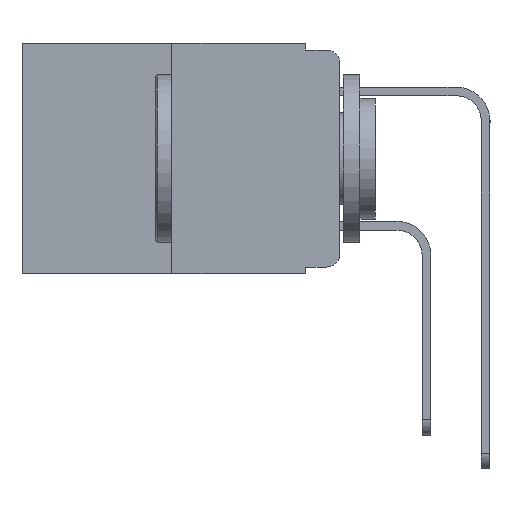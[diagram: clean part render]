
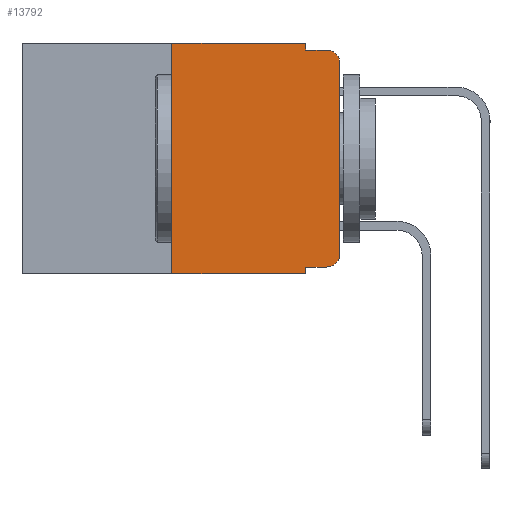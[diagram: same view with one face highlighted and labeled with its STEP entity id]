
A CAD part, left-side view. The second image highlights one B-rep face of the part: STEP entity #13792.
In plain terms, the highlighted planar face has unit normal (-1, 0, 0).
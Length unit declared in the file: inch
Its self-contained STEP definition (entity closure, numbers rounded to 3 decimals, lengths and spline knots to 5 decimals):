
#94 = CARTESIAN_POINT ( 'NONE',  ( 0., 0.473, -0.343 ) ) ;
#155 = ORIENTED_EDGE ( 'NONE', *, *, #3506, .F. ) ;
#278 = CARTESIAN_POINT ( 'NONE',  ( 0., 0.25, -0.343 ) ) ;
#415 = CARTESIAN_POINT ( 'NONE',  ( 0., 0.02, -0.333 ) ) ;
#427 = VERTEX_POINT ( 'NONE', #415 ) ;
#473 = EDGE_CURVE ( 'NONE', #18379, #13828, #11188, .T. ) ;
#480 = DIRECTION ( 'NONE',  ( 0., 0., -1. ) ) ;
#685 = VERTEX_POINT ( 'NONE', #4336 ) ;
#755 = DIRECTION ( 'NONE',  ( 0., 0., -1. ) ) ;
#1108 = LINE ( 'NONE', #1211, #9563 ) ;
#1211 = CARTESIAN_POINT ( 'NONE',  ( 0., 0.25, 0. ) ) ;
#1452 = EDGE_CURVE ( 'NONE', #16476, #18232, #1108, .T. ) ;
#1609 = DIRECTION ( 'NONE',  ( 0., 0., 1. ) ) ;
#1639 = DIRECTION ( 'NONE',  ( 0., -1., 0. ) ) ;
#2101 = FACE_OUTER_BOUND ( 'NONE', #4207, .T. ) ;
#2484 = PLANE ( 'NONE',  #14580 ) ;
#3003 = CARTESIAN_POINT ( 'NONE',  ( 0., 0.051, -0.333 ) ) ;
#3506 = EDGE_CURVE ( 'NONE', #3577, #14030, #13099, .T. ) ;
#3577 = VERTEX_POINT ( 'NONE', #18550 ) ;
#3699 = ORIENTED_EDGE ( 'NONE', *, *, #5550, .F. ) ;
#3788 = VECTOR ( 'NONE', #16355, 39.37008 ) ;
#4157 = CARTESIAN_POINT ( 'NONE',  ( 0., 0.02, -0.01 ) ) ;
#4184 = ORIENTED_EDGE ( 'NONE', *, *, #5692, .F. ) ;
#4207 = EDGE_LOOP ( 'NONE', ( #14469, #18618, #3699, #155, #4184, #15789, #8611, #5130, #9070, #17101 ) ) ;
#4336 = CARTESIAN_POINT ( 'NONE',  ( 0., 0., -0.03 ) ) ;
#4722 = VERTEX_POINT ( 'NONE', #4157 ) ;
#4784 = EDGE_CURVE ( 'NONE', #16476, #13828, #7828, .T. ) ;
#5090 = AXIS2_PLACEMENT_3D ( 'NONE', #17947, #9440, #480 ) ;
#5096 = CARTESIAN_POINT ( 'NONE',  ( 0., 0.051, 0. ) ) ;
#5130 = ORIENTED_EDGE ( 'NONE', *, *, #473, .F. ) ;
#5550 = EDGE_CURVE ( 'NONE', #14030, #4722, #14788, .T. ) ;
#5692 = EDGE_CURVE ( 'NONE', #18232, #3577, #15435, .T. ) ;
#6061 = DIRECTION ( 'NONE',  ( 0., -1., 0. ) ) ;
#6552 = EDGE_CURVE ( 'NONE', #685, #4722, #15952, .T. ) ;
#6649 = VECTOR ( 'NONE', #15616, 39.37008 ) ;
#6824 = VECTOR ( 'NONE', #8938, 39.37008 ) ;
#6944 = CARTESIAN_POINT ( 'NONE',  ( 0., 0.051, 0. ) ) ;
#7546 = EDGE_CURVE ( 'NONE', #13275, #685, #15051, .T. ) ;
#7593 = CARTESIAN_POINT ( 'NONE',  ( 0., 0.051, -0.01 ) ) ;
#7690 = DIRECTION ( 'NONE',  ( 0., 0., -1. ) ) ;
#7828 = LINE ( 'NONE', #94, #14597 ) ;
#8508 = CARTESIAN_POINT ( 'NONE',  ( 0., 0., 0. ) ) ;
#8546 = DIRECTION ( 'NONE',  ( 0., 0., -1. ) ) ;
#8611 = ORIENTED_EDGE ( 'NONE', *, *, #4784, .T. ) ;
#8938 = DIRECTION ( 'NONE',  ( 0., 0., -1. ) ) ;
#9070 = ORIENTED_EDGE ( 'NONE', *, *, #17485, .T. ) ;
#9251 = VECTOR ( 'NONE', #7690, 39.37008 ) ;
#9440 = DIRECTION ( 'NONE',  ( -1., 0., 0. ) ) ;
#9485 = CARTESIAN_POINT ( 'NONE',  ( 0., 0.473, 0. ) ) ;
#9563 = VECTOR ( 'NONE', #1609, 39.37008 ) ;
#10156 = VECTOR ( 'NONE', #6061, 39.37008 ) ;
#10192 = CIRCLE ( 'NONE', #5090, 0.02 ) ;
#10680 = CARTESIAN_POINT ( 'NONE',  ( 0., 0.25, 0. ) ) ;
#10821 = VECTOR ( 'NONE', #17056, 39.37008 ) ;
#11188 = LINE ( 'NONE', #5096, #6824 ) ;
#13099 = LINE ( 'NONE', #6944, #9251 ) ;
#13275 = VERTEX_POINT ( 'NONE', #18694 ) ;
#13530 = LINE ( 'NONE', #3003, #10156 ) ;
#13792 = ADVANCED_FACE ( 'NONE', ( #2101 ), #2484, .F. ) ;
#13828 = VERTEX_POINT ( 'NONE', #17161 ) ;
#14030 = VERTEX_POINT ( 'NONE', #7593 ) ;
#14283 = CARTESIAN_POINT ( 'NONE',  ( 0., 0.473, 0. ) ) ;
#14469 = ORIENTED_EDGE ( 'NONE', *, *, #7546, .T. ) ;
#14580 = AXIS2_PLACEMENT_3D ( 'NONE', #14283, #17094, #8546 ) ;
#14597 = VECTOR ( 'NONE', #1639, 39.37008 ) ;
#14788 = LINE ( 'NONE', #15689, #6649 ) ;
#14909 = DIRECTION ( 'NONE',  ( -1., 0., 0. ) ) ;
#15051 = LINE ( 'NONE', #8508, #10821 ) ;
#15435 = LINE ( 'NONE', #9485, #3788 ) ;
#15616 = DIRECTION ( 'NONE',  ( 0., -1., 0. ) ) ;
#15689 = CARTESIAN_POINT ( 'NONE',  ( 0., 0.051, -0.01 ) ) ;
#15789 = ORIENTED_EDGE ( 'NONE', *, *, #1452, .F. ) ;
#15879 = CARTESIAN_POINT ( 'NONE',  ( 0., 0.02, -0.03 ) ) ;
#15952 = CIRCLE ( 'NONE', #16463, 0.02 ) ;
#16355 = DIRECTION ( 'NONE',  ( 0., -1., 0. ) ) ;
#16463 = AXIS2_PLACEMENT_3D ( 'NONE', #15879, #14909, #755 ) ;
#16476 = VERTEX_POINT ( 'NONE', #278 ) ;
#16537 = EDGE_CURVE ( 'NONE', #427, #13275, #10192, .T. ) ;
#16722 = CARTESIAN_POINT ( 'NONE',  ( 0., 0.051, -0.333 ) ) ;
#17056 = DIRECTION ( 'NONE',  ( 0., 0., 1. ) ) ;
#17094 = DIRECTION ( 'NONE',  ( 1., 0., 0. ) ) ;
#17101 = ORIENTED_EDGE ( 'NONE', *, *, #16537, .T. ) ;
#17161 = CARTESIAN_POINT ( 'NONE',  ( 0., 0.051, -0.343 ) ) ;
#17485 = EDGE_CURVE ( 'NONE', #18379, #427, #13530, .T. ) ;
#17947 = CARTESIAN_POINT ( 'NONE',  ( 0., 0.02, -0.313 ) ) ;
#18232 = VERTEX_POINT ( 'NONE', #10680 ) ;
#18379 = VERTEX_POINT ( 'NONE', #16722 ) ;
#18550 = CARTESIAN_POINT ( 'NONE',  ( 0., 0.051, 0. ) ) ;
#18618 = ORIENTED_EDGE ( 'NONE', *, *, #6552, .T. ) ;
#18694 = CARTESIAN_POINT ( 'NONE',  ( 0., 0., -0.313 ) ) ;
